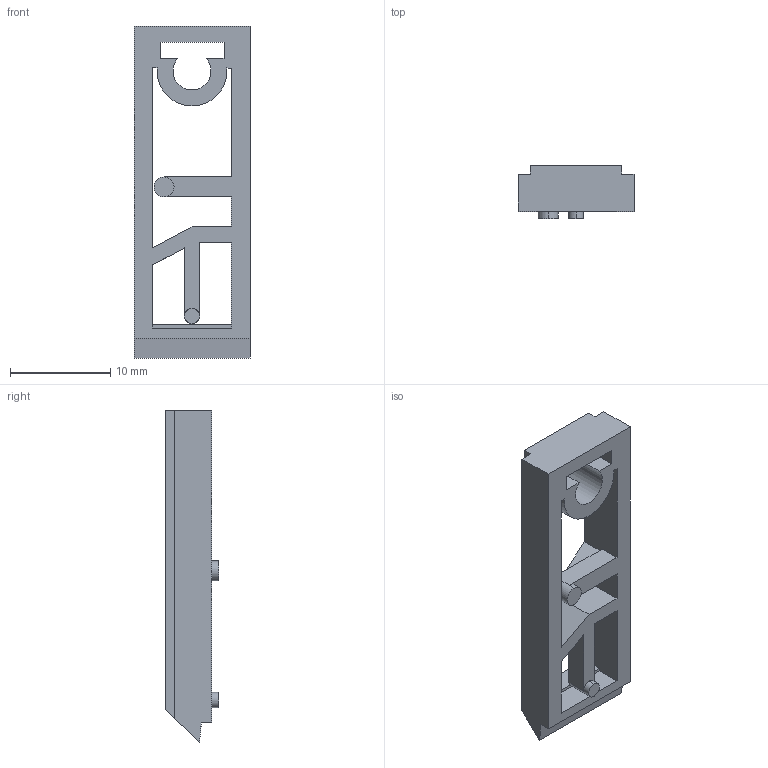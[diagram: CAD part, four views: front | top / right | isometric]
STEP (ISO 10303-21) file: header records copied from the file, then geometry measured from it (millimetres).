
FILE_DESCRIPTION (( 'STEP AP214' ), '1' );
FILE_NAME ('CamdenBoss - CNMB 6-2 (Lock-Black).STEP', '2014-10-13T12:47:28', ( 'Temp' ), ( '' ), 'SwSTEP 2.0', 'SolidWorks 2014', '' );
FILE_SCHEMA (( 'AUTOMOTIVE_DESIGN' ));
Length unit declared in the file: millimetre
Products named in the file (1): CamdenBoss - CNMB 6-2 (Lock-Black)
Bounding box: 11.6 x 5.3 x 33.2 mm (x, y, z)
Volume: 805 mm3; surface area: 1390.6 mm2
Topology: 1 solids, 1 shells, 50 faces, 138 edges, 90 vertices
Faces by surface type: plane 44, cylinder 6
Entity records: 1616 total; most frequent: CARTESIAN_POINT 279, ORIENTED_EDGE 276, DIRECTION 256, EDGE_CURVE 138, VECTOR 122, LINE 122, VERTEX_POINT 90, AXIS2_PLACEMENT_3D 67
